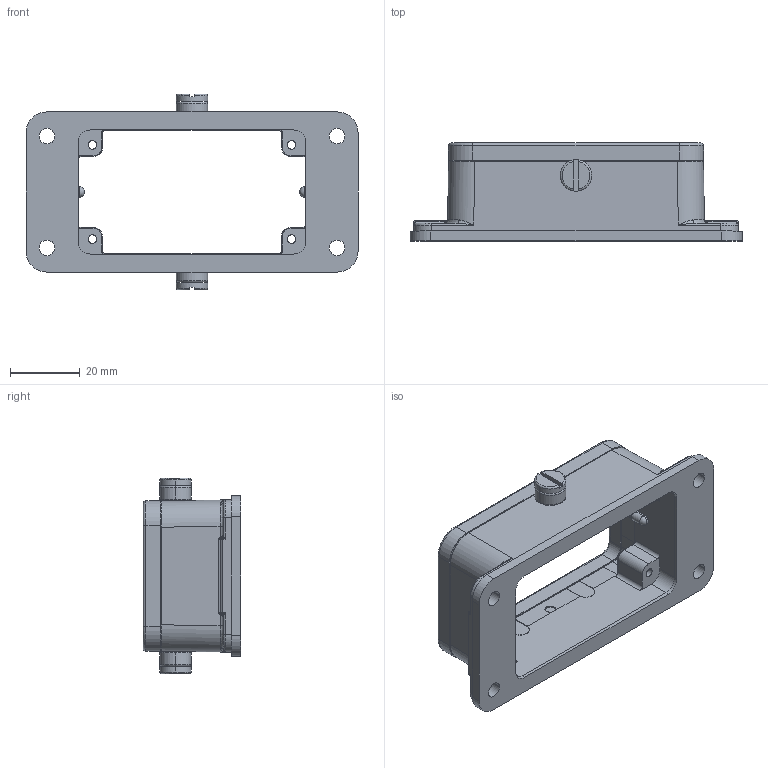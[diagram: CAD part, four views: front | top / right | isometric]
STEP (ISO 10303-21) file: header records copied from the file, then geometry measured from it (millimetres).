
FILE_DESCRIPTION((''),'2;1');
FILE_NAME('H10B-BK','2019-09-29T',('sh.ye'),(''),'PRO/ENGINEER BY PARAMETRIC TECHNOLOGY CORPORATION, 2015240','PRO/ENGINEER BY PARAMETRIC TECHNOLOGY CORPORATION, 2015240','');
FILE_SCHEMA(('AUTOMOTIVE_DESIGN { 1 0 10303 214 1 1 1 1 }'));
Length unit declared in the file: millimetre
Products named in the file (1): H10B-BK
Bounding box: 95 x 28 x 56 mm (x, y, z)
Volume: 29388.6 mm3; surface area: 21315.5 mm2
Topology: 1 solids, 2 shells, 449 faces, 1193 edges, 752 vertices
Faces by surface type: cylinder 174, plane 149, bspline 54, torus 46, cone 18, sphere 6, extrusion 2
Entity records: 19643 total; most frequent: CARTESIAN_POINT 9001, ORIENTED_EDGE 2370, DIRECTION 1988, EDGE_CURVE 1185, VERTEX_POINT 751, AXIS2_PLACEMENT_3D 733, VECTOR 522, LINE 520
